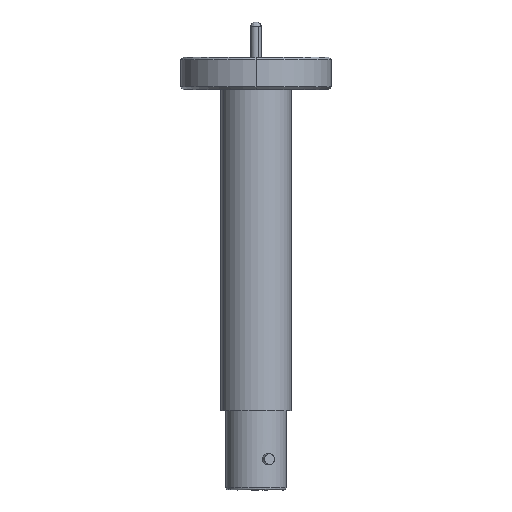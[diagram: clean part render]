
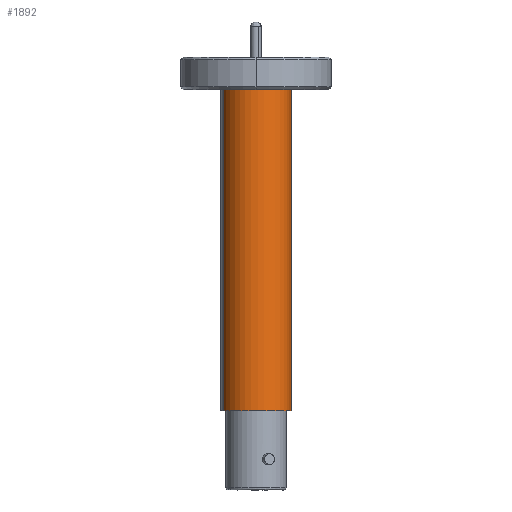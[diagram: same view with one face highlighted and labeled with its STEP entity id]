
A CAD part, front view. The second image highlights one B-rep face of the part: STEP entity #1892.
In plain terms, the highlighted cylindrical face has radius 7.874 mm (diameter 15.748 mm), a partial arc.
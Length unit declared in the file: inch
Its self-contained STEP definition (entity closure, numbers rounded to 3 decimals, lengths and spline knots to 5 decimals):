
#228 = CARTESIAN_POINT ( 'NONE',  ( 0.83588, 0.87262, -0.05215 ) ) ;
#286 = CARTESIAN_POINT ( 'NONE',  ( 0.83588, 0.87262, -3.10215 ) ) ;
#296 = CARTESIAN_POINT ( 'NONE',  ( 0.26317, 0.63513, -0.05215 ) ) ;
#307 = DIRECTION ( 'NONE',  ( 0., 0., 1. ) ) ;
#327 = CARTESIAN_POINT ( 'NONE',  ( 0.83588, 0.87262, -3.80215 ) ) ;
#328 = LINE ( 'NONE', #327, #2039 ) ;
#529 = CARTESIAN_POINT ( 'NONE',  ( 0.26317, 0.63513, -3.10215 ) ) ;
#779 = VERTEX_POINT ( 'NONE', #228 ) ;
#783 = VERTEX_POINT ( 'NONE', #529 ) ;
#791 = VERTEX_POINT ( 'NONE', #296 ) ;
#846 = VERTEX_POINT ( 'NONE', #286 ) ;
#881 = EDGE_LOOP ( 'NONE', ( #1028, #4088, #2360, #2399 ) ) ;
#1028 = ORIENTED_EDGE ( 'NONE', *, *, #1700, .F. ) ;
#1368 = CARTESIAN_POINT ( 'NONE',  ( 0.26317, 0.63513, -3.80215 ) ) ;
#1381 = DIRECTION ( 'NONE',  ( 0., 0., 1. ) ) ;
#1429 = LINE ( 'NONE', #1368, #2073 ) ;
#1527 = EDGE_CURVE ( 'NONE', #846, #779, #328, .T. ) ;
#1624 = EDGE_CURVE ( 'NONE', #791, #779, #2293, .T. ) ;
#1700 = EDGE_CURVE ( 'NONE', #783, #791, #1429, .T. ) ;
#1892 = ADVANCED_FACE ( 'NONE', ( #2654 ), #2839, .T. ) ;
#1902 = EDGE_CURVE ( 'NONE', #783, #846, #3374, .T. ) ;
#2039 = VECTOR ( 'NONE', #307, 39.37008 ) ;
#2073 = VECTOR ( 'NONE', #1381, 39.37008 ) ;
#2271 = AXIS2_PLACEMENT_3D ( 'NONE', #4188, #4187, #4186 ) ;
#2293 = CIRCLE ( 'NONE', #2271, 0.31 ) ;
#2360 = ORIENTED_EDGE ( 'NONE', *, *, #1527, .T. ) ;
#2399 = ORIENTED_EDGE ( 'NONE', *, *, #1624, .F. ) ;
#2528 = DIRECTION ( 'NONE',  ( 0., 0., 1. ) ) ;
#2654 = FACE_OUTER_BOUND ( 'NONE', #881, .T. ) ;
#2770 = DIRECTION ( 'NONE',  ( 0.924, 0.383, 0. ) ) ;
#2803 = CARTESIAN_POINT ( 'NONE',  ( 0.54953, 0.75387, -3.80215 ) ) ;
#2839 = CYLINDRICAL_SURFACE ( 'NONE', #3318, 0.31 ) ;
#2882 = CARTESIAN_POINT ( 'NONE',  ( 0.54953, 0.75387, -3.10215 ) ) ;
#2906 = DIRECTION ( 'NONE',  ( 0.924, 0.383, 0. ) ) ;
#3112 = DIRECTION ( 'NONE',  ( 0., 0., 1. ) ) ;
#3318 = AXIS2_PLACEMENT_3D ( 'NONE', #2803, #2528, #2770 ) ;
#3348 = AXIS2_PLACEMENT_3D ( 'NONE', #2882, #3112, #2906 ) ;
#3374 = CIRCLE ( 'NONE', #3348, 0.31 ) ;
#4088 = ORIENTED_EDGE ( 'NONE', *, *, #1902, .T. ) ;
#4186 = DIRECTION ( 'NONE',  ( -0.383, 0.924, 0. ) ) ;
#4187 = DIRECTION ( 'NONE',  ( 0., 0., 1. ) ) ;
#4188 = CARTESIAN_POINT ( 'NONE',  ( 0.54953, 0.75387, -0.05215 ) ) ;
